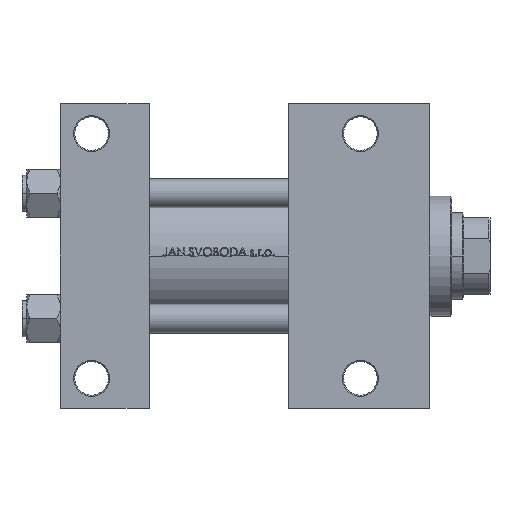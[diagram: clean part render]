
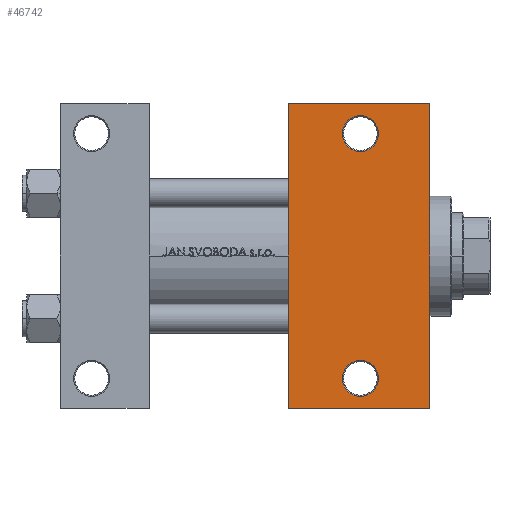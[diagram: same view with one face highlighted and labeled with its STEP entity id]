
A CAD part, front view. The second image highlights one B-rep face of the part: STEP entity #46742.
In plain terms, the highlighted face is planar.
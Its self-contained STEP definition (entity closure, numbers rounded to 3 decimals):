
#126 = CARTESIAN_POINT ( 'NONE',  ( 95., 37.5, -37.5 ) ) ;
#283 = ORIENTED_EDGE ( 'NONE', *, *, #25865, .T. ) ;
#2175 = ORIENTED_EDGE ( 'NONE', *, *, #20115, .T. ) ;
#2272 = DIRECTION ( 'NONE',  ( -1., 0., 0. ) ) ;
#2364 = CARTESIAN_POINT ( 'NONE',  ( 132.5, 51., -37.5 ) ) ;
#2395 = CARTESIAN_POINT ( 'NONE',  ( 154., 63.5, -37.5 ) ) ;
#2957 = FACE_OUTER_BOUND ( 'NONE', #17079, .T. ) ;
#4342 = DIRECTION ( 'NONE',  ( -1., 0., 0. ) ) ;
#4531 = ORIENTED_EDGE ( 'NONE', *, *, #35175, .F. ) ;
#4717 = AXIS2_PLACEMENT_3D ( 'NONE', #22867, #26085, #41278 ) ;
#5285 = DIRECTION ( 'NONE',  ( 0., 0., 1. ) ) ;
#5861 = ORIENTED_EDGE ( 'NONE', *, *, #41778, .T. ) ;
#5865 = VECTOR ( 'NONE', #26313, 1000. ) ;
#6012 = CARTESIAN_POINT ( 'NONE',  ( 125., -51., -37.5 ) ) ;
#6046 = EDGE_CURVE ( 'NONE', #20123, #23016, #43132, .T. ) ;
#6592 = CIRCLE ( 'NONE', #34428, 7.5 ) ;
#6838 = AXIS2_PLACEMENT_3D ( 'NONE', #9535, #32402, #36386 ) ;
#6872 = CIRCLE ( 'NONE', #6838, 7.5 ) ;
#9535 = CARTESIAN_POINT ( 'NONE',  ( 125., 51., -37.5 ) ) ;
#11167 = CARTESIAN_POINT ( 'NONE',  ( 95., 63.5, -37.5 ) ) ;
#11430 = FACE_BOUND ( 'NONE', #19477, .T. ) ;
#14023 = VECTOR ( 'NONE', #41033, 1000. ) ;
#14162 = LINE ( 'NONE', #29312, #14023 ) ;
#15031 = VERTEX_POINT ( 'NONE', #40111 ) ;
#16241 = EDGE_CURVE ( 'NONE', #16525, #15031, #14162, .T. ) ;
#16276 = CARTESIAN_POINT ( 'NONE',  ( 95., 63.5, -37.5 ) ) ;
#16398 = CARTESIAN_POINT ( 'NONE',  ( 125., -51., -37.5 ) ) ;
#16525 = VERTEX_POINT ( 'NONE', #2395 ) ;
#16639 = CARTESIAN_POINT ( 'NONE',  ( 125., 51., -37.5 ) ) ;
#17079 = EDGE_LOOP ( 'NONE', ( #4531, #283, #20876, #30926 ) ) ;
#19477 = EDGE_LOOP ( 'NONE', ( #2175, #5861 ) ) ;
#20115 = EDGE_CURVE ( 'NONE', #34446, #43945, #6872, .T. ) ;
#20123 = VERTEX_POINT ( 'NONE', #36620 ) ;
#20876 = ORIENTED_EDGE ( 'NONE', *, *, #16241, .T. ) ;
#22453 = CARTESIAN_POINT ( 'NONE',  ( 95., -63.5, -37.5 ) ) ;
#22782 = DIRECTION ( 'NONE',  ( 0., -1., 0. ) ) ;
#22867 = CARTESIAN_POINT ( 'NONE',  ( 154., 37.5, -37.5 ) ) ;
#23016 = VERTEX_POINT ( 'NONE', #40369 ) ;
#23570 = EDGE_CURVE ( 'NONE', #23016, #20123, #6592, .T. ) ;
#23647 = CIRCLE ( 'NONE', #45940, 7.5 ) ;
#24947 = CARTESIAN_POINT ( 'NONE',  ( 117.5, 51., -37.5 ) ) ;
#25865 = EDGE_CURVE ( 'NONE', #43220, #16525, #45254, .T. ) ;
#26085 = DIRECTION ( 'NONE',  ( 0., 0., -1. ) ) ;
#26313 = DIRECTION ( 'NONE',  ( 1., 0., 0. ) ) ;
#26739 = VECTOR ( 'NONE', #22782, 1000. ) ;
#29312 = CARTESIAN_POINT ( 'NONE',  ( 154., 37.5, -37.5 ) ) ;
#30201 = CARTESIAN_POINT ( 'NONE',  ( 95., -63.5, -37.5 ) ) ;
#30926 = ORIENTED_EDGE ( 'NONE', *, *, #43130, .T. ) ;
#31052 = DIRECTION ( 'NONE',  ( -1., 0., 0. ) ) ;
#32282 = DIRECTION ( 'NONE',  ( -1., 0., 0. ) ) ;
#32402 = DIRECTION ( 'NONE',  ( 0., 0., 1. ) ) ;
#32668 = ORIENTED_EDGE ( 'NONE', *, *, #6046, .T. ) ;
#33549 = PLANE ( 'NONE',  #4717 ) ;
#34026 = VECTOR ( 'NONE', #4342, 1000. ) ;
#34428 = AXIS2_PLACEMENT_3D ( 'NONE', #16398, #38804, #31052 ) ;
#34446 = VERTEX_POINT ( 'NONE', #24947 ) ;
#35175 = EDGE_CURVE ( 'NONE', #43220, #48306, #48667, .T. ) ;
#36066 = ORIENTED_EDGE ( 'NONE', *, *, #23570, .T. ) ;
#36386 = DIRECTION ( 'NONE',  ( -1., 0., 0. ) ) ;
#36620 = CARTESIAN_POINT ( 'NONE',  ( 117.5, -51., -37.5 ) ) ;
#36749 = AXIS2_PLACEMENT_3D ( 'NONE', #6012, #5285, #2272 ) ;
#38440 = LINE ( 'NONE', #30201, #34026 ) ;
#38804 = DIRECTION ( 'NONE',  ( 0., 0., 1. ) ) ;
#40111 = CARTESIAN_POINT ( 'NONE',  ( 154., -63.5, -37.5 ) ) ;
#40369 = CARTESIAN_POINT ( 'NONE',  ( 132.5, -51., -37.5 ) ) ;
#41033 = DIRECTION ( 'NONE',  ( 0., -1., 0. ) ) ;
#41278 = DIRECTION ( 'NONE',  ( -1., 0., 0. ) ) ;
#41778 = EDGE_CURVE ( 'NONE', #43945, #34446, #23647, .T. ) ;
#43130 = EDGE_CURVE ( 'NONE', #15031, #48306, #38440, .T. ) ;
#43132 = CIRCLE ( 'NONE', #36749, 7.5 ) ;
#43220 = VERTEX_POINT ( 'NONE', #16276 ) ;
#43945 = VERTEX_POINT ( 'NONE', #2364 ) ;
#45254 = LINE ( 'NONE', #11167, #5865 ) ;
#45940 = AXIS2_PLACEMENT_3D ( 'NONE', #16639, #47489, #32282 ) ;
#46742 = ADVANCED_FACE ( 'NONE', ( #11430, #48507, #2957 ), #33549, .T. ) ;
#47489 = DIRECTION ( 'NONE',  ( 0., 0., 1. ) ) ;
#48306 = VERTEX_POINT ( 'NONE', #22453 ) ;
#48507 = FACE_BOUND ( 'NONE', #48908, .T. ) ;
#48667 = LINE ( 'NONE', #126, #26739 ) ;
#48908 = EDGE_LOOP ( 'NONE', ( #32668, #36066 ) ) ;
